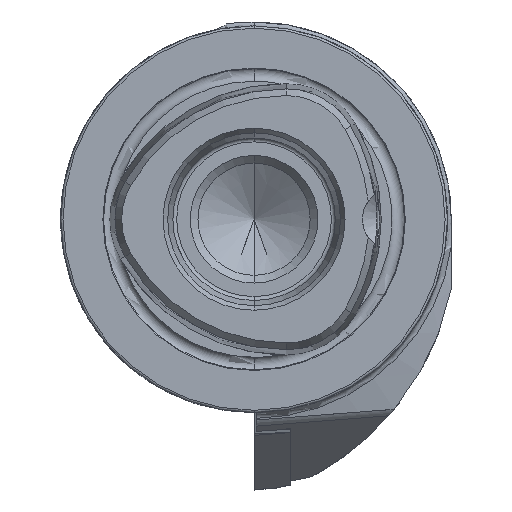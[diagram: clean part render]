
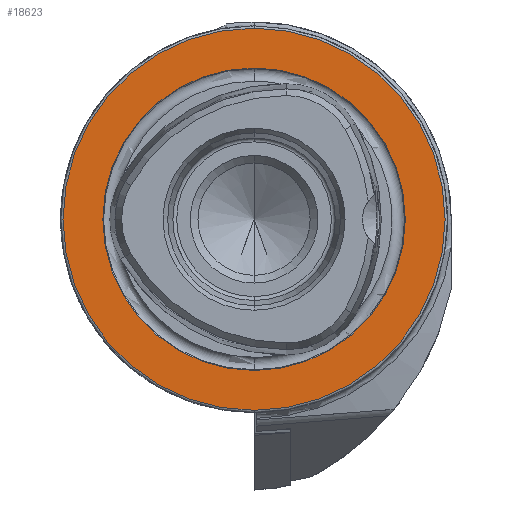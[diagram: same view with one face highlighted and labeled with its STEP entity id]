
A CAD part, left-side view. The second image highlights one B-rep face of the part: STEP entity #18623.
In plain terms, the highlighted planar face has unit normal (-1, 0, 0).
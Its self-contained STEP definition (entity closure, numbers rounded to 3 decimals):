
#118 = ORIENTED_EDGE ( 'NONE', *, *, #9523, .T. ) ;
#314 = VERTEX_POINT ( 'NONE', #11996 ) ;
#1363 = EDGE_LOOP ( 'NONE', ( #118, #15256 ) ) ;
#1697 = CIRCLE ( 'NONE', #6208, 19.55 ) ;
#1762 = DIRECTION ( 'NONE',  ( -1., 0., 0. ) ) ;
#2033 = ORIENTED_EDGE ( 'NONE', *, *, #5416, .F. ) ;
#2055 = DIRECTION ( 'NONE',  ( 0., 0., 1. ) ) ;
#2216 = EDGE_LOOP ( 'NONE', ( #5266, #2033 ) ) ;
#2830 = VERTEX_POINT ( 'NONE', #18505 ) ;
#2986 = CARTESIAN_POINT ( 'NONE',  ( 0., 19.55, 0. ) ) ;
#3195 = CARTESIAN_POINT ( 'NONE',  ( 0., 0., 0. ) ) ;
#3396 = CARTESIAN_POINT ( 'NONE',  ( 0., 0., 19.55 ) ) ;
#4240 = AXIS2_PLACEMENT_3D ( 'NONE', #12030, #17702, #14969 ) ;
#5266 = ORIENTED_EDGE ( 'NONE', *, *, #16540, .F. ) ;
#5335 = VERTEX_POINT ( 'NONE', #3396 ) ;
#5416 = EDGE_CURVE ( 'NONE', #2830, #5335, #8113, .T. ) ;
#5754 = PLANE ( 'NONE',  #17994 ) ;
#5889 = FACE_OUTER_BOUND ( 'NONE', #1363, .T. ) ;
#6208 = AXIS2_PLACEMENT_3D ( 'NONE', #12630, #6608, #6674 ) ;
#6608 = DIRECTION ( 'NONE',  ( -1., 0., 0. ) ) ;
#6674 = DIRECTION ( 'NONE',  ( 0., 0., 1. ) ) ;
#8113 = CIRCLE ( 'NONE', #4240, 19.55 ) ;
#9390 = AXIS2_PLACEMENT_3D ( 'NONE', #10493, #10651, #2055 ) ;
#9523 = EDGE_CURVE ( 'NONE', #14824, #314, #13501, .T. ) ;
#10493 = CARTESIAN_POINT ( 'NONE',  ( 0., 0., 0. ) ) ;
#10651 = DIRECTION ( 'NONE',  ( -1., 0., 0. ) ) ;
#11421 = AXIS2_PLACEMENT_3D ( 'NONE', #3195, #1762, #13381 ) ;
#11871 = EDGE_CURVE ( 'NONE', #314, #14824, #14242, .T. ) ;
#11996 = CARTESIAN_POINT ( 'NONE',  ( 0., 0., -24.7 ) ) ;
#12030 = CARTESIAN_POINT ( 'NONE',  ( 0., 0., 0. ) ) ;
#12630 = CARTESIAN_POINT ( 'NONE',  ( 0., 0., 0. ) ) ;
#13032 = DIRECTION ( 'NONE',  ( 0., 0., -1. ) ) ;
#13381 = DIRECTION ( 'NONE',  ( 0., 0., 1. ) ) ;
#13501 = CIRCLE ( 'NONE', #11421, 24.7 ) ;
#14242 = CIRCLE ( 'NONE', #9390, 24.7 ) ;
#14824 = VERTEX_POINT ( 'NONE', #18062 ) ;
#14969 = DIRECTION ( 'NONE',  ( 0., 0., 1. ) ) ;
#15256 = ORIENTED_EDGE ( 'NONE', *, *, #11871, .T. ) ;
#15962 = DIRECTION ( 'NONE',  ( 1., 0., 0. ) ) ;
#16304 = FACE_BOUND ( 'NONE', #2216, .T. ) ;
#16540 = EDGE_CURVE ( 'NONE', #5335, #2830, #1697, .T. ) ;
#17702 = DIRECTION ( 'NONE',  ( -1., 0., 0. ) ) ;
#17994 = AXIS2_PLACEMENT_3D ( 'NONE', #2986, #15962, #13032 ) ;
#18062 = CARTESIAN_POINT ( 'NONE',  ( 0., 0., 24.7 ) ) ;
#18505 = CARTESIAN_POINT ( 'NONE',  ( 0., 0., -19.55 ) ) ;
#18623 = ADVANCED_FACE ( 'NONE', ( #16304, #5889 ), #5754, .F. ) ;
